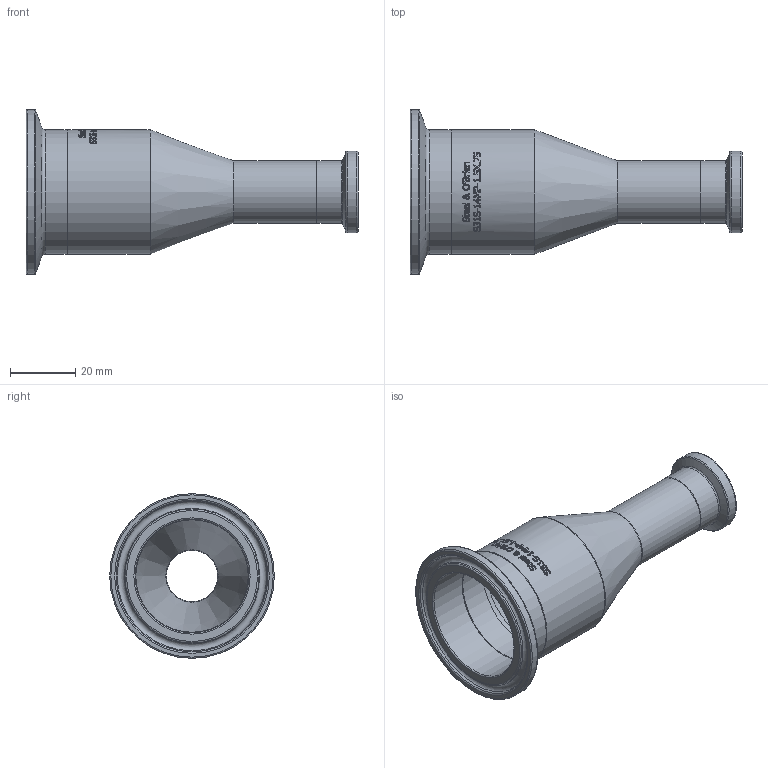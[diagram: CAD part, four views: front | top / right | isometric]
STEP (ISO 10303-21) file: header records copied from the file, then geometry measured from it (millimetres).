
FILE_DESCRIPTION(/* description */ (''),/* implementation_level */ '2;1');
FILE_NAME(/* name */ 'S31S-14MP-15X.75.stp',/* time_stamp */ '2018-11-29T11:05:26-05:00',/* author */ ('rick'),/* organization */ (''),/* preprocessor_version */ 'ST-DEVELOPER v15.2',/* originating_system */ 'Autodesk Inventor 2014',/* authorisation */ '');
FILE_SCHEMA (('AUTOMOTIVE_DESIGN { 1 0 10303 214 3 1 1 }'));
Length unit declared in the file: inch
Products named in the file (1): S31S-14MP-15X.75
Bounding box: 101.6 x 50.39 x 50.39 mm (x, y, z)
Volume: 25437 mm3; surface area: 19495.7 mm2
Topology: 1 solids, 1 shells, 503 faces, 1337 edges, 879 vertices
Faces by surface type: plane 214, bspline 207, cylinder 52, torus 23, cone 7
Full cylindrical faces by diameter (mm): 15.748 x2, 19.05 x2, 21.895 x1, 24.994 x1, 34.798 x2, 38.1 x2, 50.394 x1
Entity records: 19352 total; most frequent: CARTESIAN_POINT 8040, ORIENTED_EDGE 2592, DIRECTION 1763, EDGE_CURVE 1296, VERTEX_POINT 879, LINE 595, VECTOR 595, EDGE_LOOP 589
